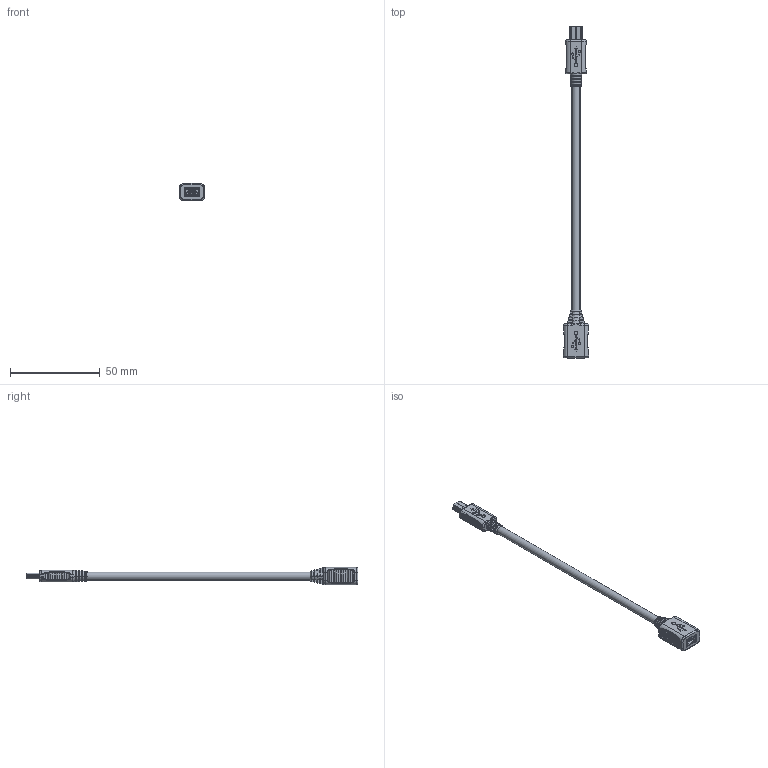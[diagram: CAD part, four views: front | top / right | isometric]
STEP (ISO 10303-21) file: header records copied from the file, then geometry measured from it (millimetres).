
FILE_DESCRIPTION (( 'STEP AP214' ), '1' );
FILE_NAME ('CSMUMB5X.STEP', '2009-04-13T20:00:23', ( ' ' ), ( ' ' ), 'SwSTEP 2.0', 'SolidWorks 2008', '' );
FILE_SCHEMA (( 'AUTOMOTIVE_DESIGN' ));
Length unit declared in the file: inch
Products named in the file (15): 1AA05-006-MA3; 1AA05-006-MA2_crimped; MTN-162; 1AA05-006-MA4; CSMUMB5X-MA1; MTN-253; CSMUMB5X; MTN-257; MTN-253_with hollow; 1AA05-006_crimped; 3AB06-030; 1AA05-014 MA-1; 1AA05-014; 1AA05-006-MA1
Assembly tree (14 placements, depth 4):
  CSMUMB5X
    MTN-253
      MTN-257
        MTN-257
        1AA05-014 MA-1
        1AA05-014
      MTN-253_with hollow
    CSMUMB5X-MA1
    3AB06-030
      MTN-162
      1AA05-006_crimped
        1AA05-006-MA3
        1AA05-006-MA4
        1AA05-006-MA1
        1AA05-006-MA2_crimped
Bounding box: 14.22 x 185.42 x 9.78 mm (x, y, z)
Volume: 7236 mm3; surface area: 8115.2 mm2
Topology: 24 solids, 24 shells, 1712 faces, 4866 edges, 3200 vertices
Faces by surface type: plane 1327, cylinder 271, bspline 88, torus 20, cone 4, sphere 2
Entity records: 64091 total; most frequent: CARTESIAN_POINT 14261, ORIENTED_EDGE 9712, DIRECTION 8204, EDGE_CURVE 4856, VECTOR 3914, LINE 3914, VERTEX_POINT 3200, AXIS2_PLACEMENT_3D 2145
